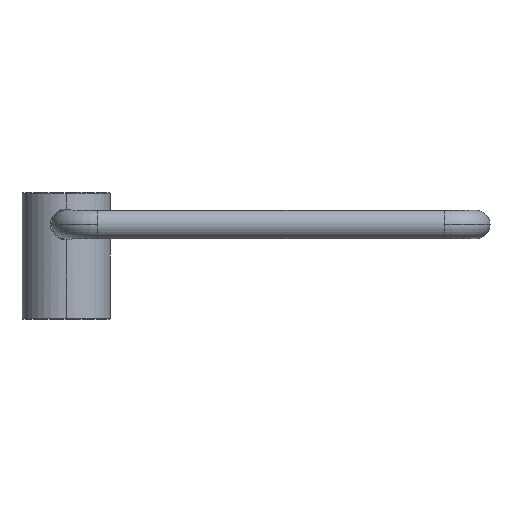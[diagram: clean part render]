
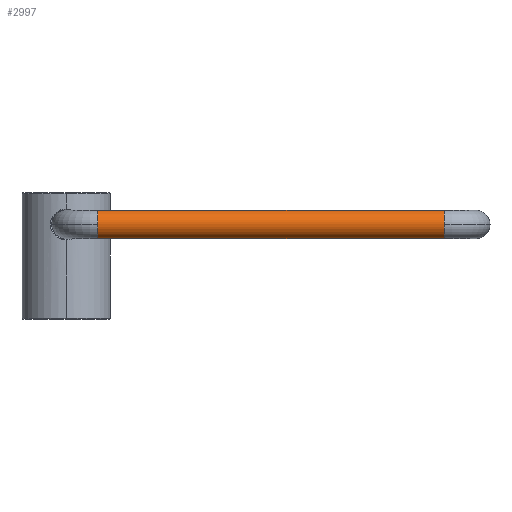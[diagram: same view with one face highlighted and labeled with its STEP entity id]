
A CAD part, left-side view. The second image highlights one B-rep face of the part: STEP entity #2997.
In plain terms, the highlighted cylindrical face has radius 4.5 mm (diameter 9 mm), a partial arc.
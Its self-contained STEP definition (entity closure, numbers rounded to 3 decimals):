
#51 = CARTESIAN_POINT ( 'NONE',  ( -123., -10., 30. ) ) ;
#76 = AXIS2_PLACEMENT_3D ( 'NONE', #1675, #2694, #410 ) ;
#93 = EDGE_LOOP ( 'NONE', ( #2736, #2825, #2323, #1179, #1624, #2073 ) ) ;
#260 = DIRECTION ( 'NONE',  ( 1., 0., 0. ) ) ;
#271 = CARTESIAN_POINT ( 'NONE',  ( -123., -120., 30. ) ) ;
#295 = VERTEX_POINT ( 'NONE', #460 ) ;
#317 = CARTESIAN_POINT ( 'NONE',  ( -123., -120., 34.5 ) ) ;
#337 = VERTEX_POINT ( 'NONE', #2042 ) ;
#408 = EDGE_CURVE ( 'NONE', #295, #3137, #3071, .T. ) ;
#410 = DIRECTION ( 'NONE',  ( 1., 0., 0. ) ) ;
#460 = CARTESIAN_POINT ( 'NONE',  ( -123., -120., 25.5 ) ) ;
#483 = DIRECTION ( 'NONE',  ( 0., 1., 0. ) ) ;
#485 = LINE ( 'NONE', #1504, #1747 ) ;
#510 = VERTEX_POINT ( 'NONE', #3009 ) ;
#517 = EDGE_CURVE ( 'NONE', #2129, #3062, #485, .T. ) ;
#571 = VECTOR ( 'NONE', #1811, 1000. ) ;
#634 = EDGE_CURVE ( 'NONE', #337, #295, #1147, .T. ) ;
#743 = FACE_OUTER_BOUND ( 'NONE', #93, .T. ) ;
#793 = CARTESIAN_POINT ( 'NONE',  ( -123., -120., 25.5 ) ) ;
#937 = CIRCLE ( 'NONE', #2594, 4.5 ) ;
#1057 = DIRECTION ( 'NONE',  ( 0., -1., 0. ) ) ;
#1147 = CIRCLE ( 'NONE', #1418, 4.5 ) ;
#1179 = ORIENTED_EDGE ( 'NONE', *, *, #517, .T. ) ;
#1243 = AXIS2_PLACEMENT_3D ( 'NONE', #2769, #483, #1502 ) ;
#1282 = DIRECTION ( 'NONE',  ( 0., -1., 0. ) ) ;
#1418 = AXIS2_PLACEMENT_3D ( 'NONE', #271, #1282, #2296 ) ;
#1502 = DIRECTION ( 'NONE',  ( 0., 0., 1. ) ) ;
#1504 = CARTESIAN_POINT ( 'NONE',  ( -123., -120., 34.5 ) ) ;
#1521 = CARTESIAN_POINT ( 'NONE',  ( -123., -120., 30. ) ) ;
#1575 = EDGE_CURVE ( 'NONE', #3062, #510, #937, .T. ) ;
#1624 = ORIENTED_EDGE ( 'NONE', *, *, #1575, .T. ) ;
#1675 = CARTESIAN_POINT ( 'NONE',  ( -123., -10., 30. ) ) ;
#1747 = VECTOR ( 'NONE', #2520, 1000. ) ;
#1754 = CYLINDRICAL_SURFACE ( 'NONE', #1243, 4.5 ) ;
#1811 = DIRECTION ( 'NONE',  ( 0., 1., 0. ) ) ;
#1856 = CARTESIAN_POINT ( 'NONE',  ( -123., -10., 25.5 ) ) ;
#2024 = EDGE_CURVE ( 'NONE', #2129, #337, #2691, .T. ) ;
#2042 = CARTESIAN_POINT ( 'NONE',  ( -127.5, -120., 30. ) ) ;
#2071 = DIRECTION ( 'NONE',  ( 1., 0., 0. ) ) ;
#2073 = ORIENTED_EDGE ( 'NONE', *, *, #3242, .T. ) ;
#2129 = VERTEX_POINT ( 'NONE', #317 ) ;
#2296 = DIRECTION ( 'NONE',  ( 1., 0., 0. ) ) ;
#2323 = ORIENTED_EDGE ( 'NONE', *, *, #2024, .F. ) ;
#2508 = CARTESIAN_POINT ( 'NONE',  ( -123., -10., 34.5 ) ) ;
#2520 = DIRECTION ( 'NONE',  ( 0., 1., 0. ) ) ;
#2539 = DIRECTION ( 'NONE',  ( 0., -1., 0. ) ) ;
#2594 = AXIS2_PLACEMENT_3D ( 'NONE', #51, #1057, #2071 ) ;
#2691 = CIRCLE ( 'NONE', #2698, 4.5 ) ;
#2694 = DIRECTION ( 'NONE',  ( 0., -1., 0. ) ) ;
#2698 = AXIS2_PLACEMENT_3D ( 'NONE', #1521, #2539, #260 ) ;
#2736 = ORIENTED_EDGE ( 'NONE', *, *, #408, .F. ) ;
#2769 = CARTESIAN_POINT ( 'NONE',  ( -123., -120., 30. ) ) ;
#2825 = ORIENTED_EDGE ( 'NONE', *, *, #634, .F. ) ;
#2927 = CIRCLE ( 'NONE', #76, 4.5 ) ;
#2997 = ADVANCED_FACE ( 'NONE', ( #743 ), #1754, .T. ) ;
#3009 = CARTESIAN_POINT ( 'NONE',  ( -127.5, -10., 30. ) ) ;
#3062 = VERTEX_POINT ( 'NONE', #2508 ) ;
#3071 = LINE ( 'NONE', #793, #571 ) ;
#3137 = VERTEX_POINT ( 'NONE', #1856 ) ;
#3242 = EDGE_CURVE ( 'NONE', #510, #3137, #2927, .T. ) ;
